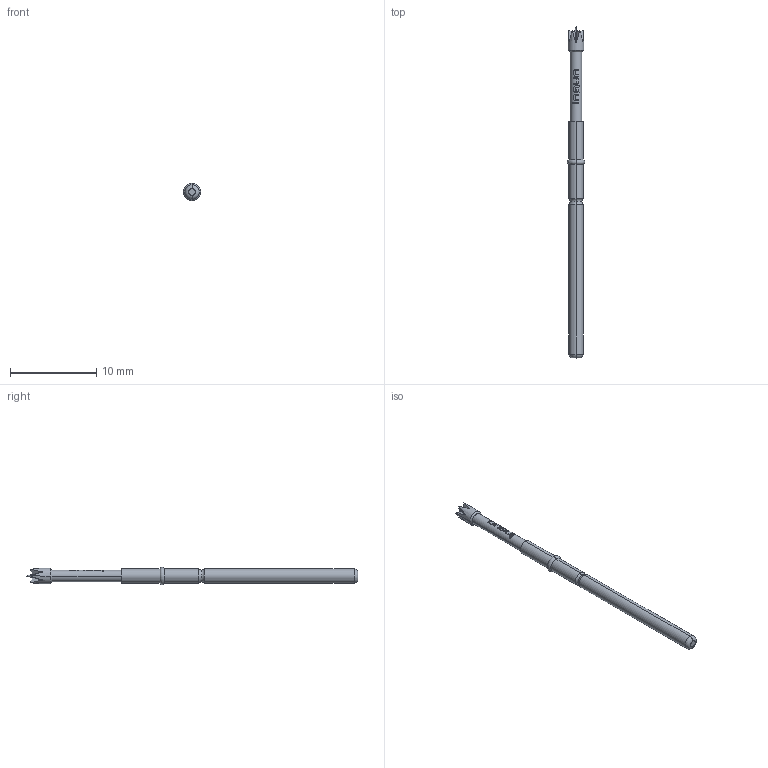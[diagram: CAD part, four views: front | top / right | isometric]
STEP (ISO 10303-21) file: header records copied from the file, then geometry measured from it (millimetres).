
FILE_DESCRIPTION (( 'STEP AP203' ), '1' );
FILE_NAME ('INGUN_E-422_224_180_A_xx05.STEP', '2021-09-13T13:16:34', ( 'ochi' ), ( '' ), 'SwSTEP 2.0', 'SolidWorks 2018', '' );
FILE_SCHEMA (( 'CONFIG_CONTROL_DESIGN' ));
Length unit declared in the file: millimetre
Products named in the file (1): INGUN_E-422_224_180_A_xx05
Bounding box: 2 x 38.4 x 2 mm (x, y, z)
Volume: 74.3 mm3; surface area: 196 mm2
Topology: 1 solids, 1 shells, 122 faces, 314 edges, 200 vertices
Faces by surface type: plane 53, cylinder 25, bspline 24, torus 10, cone 10
Entity records: 4999 total; most frequent: CARTESIAN_POINT 2497, ORIENTED_EDGE 624, EDGE_CURVE 312, DIRECTION 311, B_SPLINE_CURVE_WITH_KNOTS 229, VERTEX_POINT 200, AXIS2_PLACEMENT_3D 141, EDGE_LOOP 130
